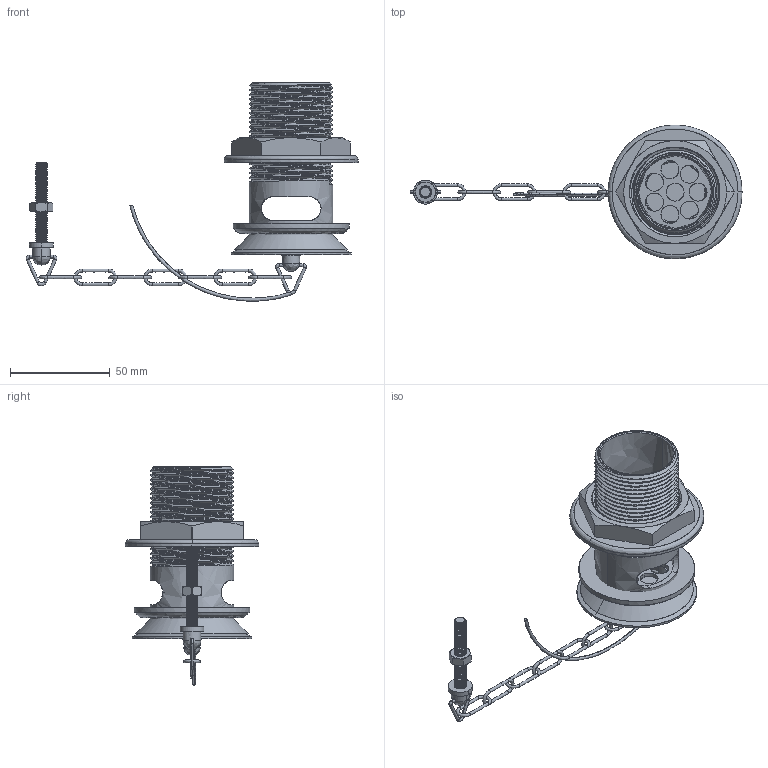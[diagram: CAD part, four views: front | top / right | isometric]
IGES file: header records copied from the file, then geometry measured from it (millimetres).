
Global section: file name: SL6401(03).igs; native system: NX V4.0; preprocessor: UGS NX IGES V4.0; date: 20140912.090115; units: millimetre
Bounding box: 166.25 x 67 x 109.38 mm (x, y, z)
Surface area: 56021.7 mm2 (no closed solid volume)
Topology: 0 solids, 0 shells, 453 faces, 7731 edges, 7703 vertices
Faces by surface type: bspline 453
